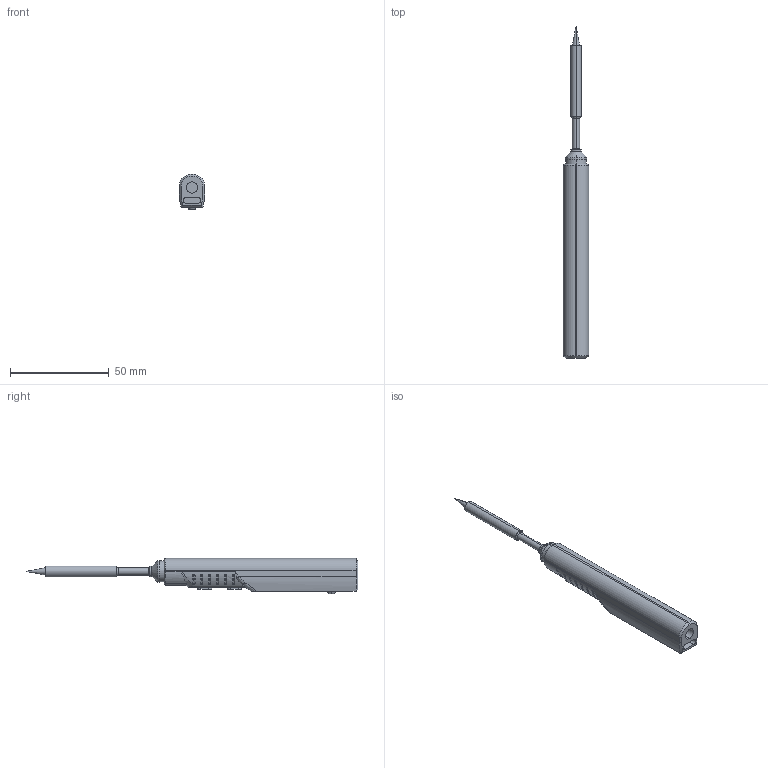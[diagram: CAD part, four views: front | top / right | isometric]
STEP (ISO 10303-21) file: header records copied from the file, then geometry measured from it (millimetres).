
FILE_DESCRIPTION (( 'STEP AP203' ), '1' );
FILE_NAME ('TS101.STEP', '2023-02-14T04:57:24', ( 'Windows 使用者' ), ( '' ), 'SwSTEP 2.0', 'SolidWorks 2016', '' );
FILE_SCHEMA (( 'CONFIG_CONTROL_DESIGN' ));
Length unit declared in the file: millimetre
Products named in the file (1): TS101
Bounding box: 13 x 168 x 17.8 mm (x, y, z)
Volume: 18451.5 mm3; surface area: 8372.4 mm2
Topology: 6 solids, 6 shells, 199 faces, 457 edges, 291 vertices
Faces by surface type: cylinder 67, plane 54, torus 38, bspline 32, cone 8
Entity records: 7682 total; most frequent: CARTESIAN_POINT 3218, DIRECTION 929, ORIENTED_EDGE 910, EDGE_CURVE 455, AXIS2_PLACEMENT_3D 394, VERTEX_POINT 291, CIRCLE 226, EDGE_LOOP 222
